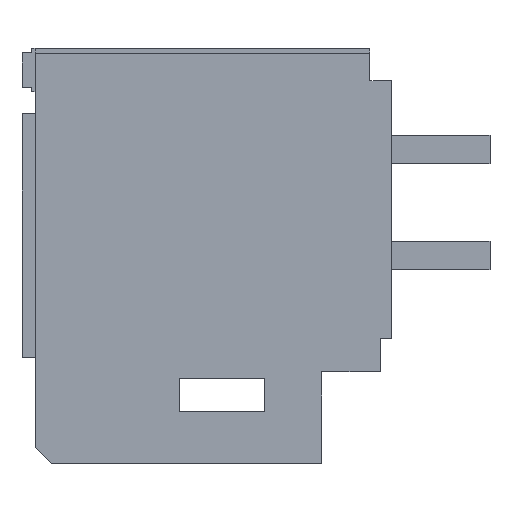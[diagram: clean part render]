
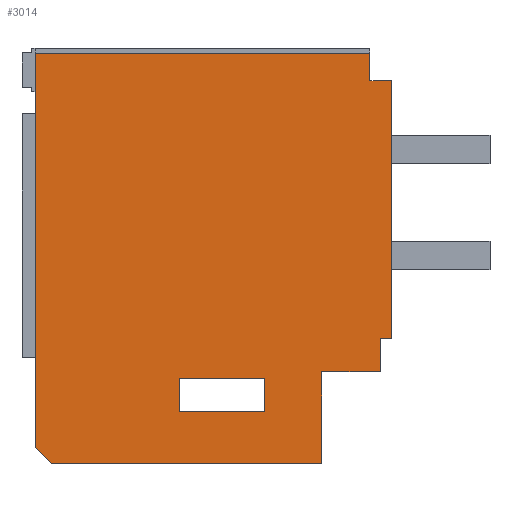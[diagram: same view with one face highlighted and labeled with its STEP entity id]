
A CAD part, front view. The second image highlights one B-rep face of the part: STEP entity #3014.
In plain terms, the highlighted planar face has unit normal (0, -1, 0).
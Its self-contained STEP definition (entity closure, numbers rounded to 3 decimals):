
#1=DIRECTION('',(0.,0.,-1.));
#2=VECTOR('',#1,273.);
#3=CARTESIAN_POINT('',(225.5,0.,78.575));
#4=LINE('',#3,#2);
#5=DIRECTION('',(-0.707,0.,0.707));
#6=VECTOR('',#5,24.042);
#7=CARTESIAN_POINT('',(-134.5,0.,-326.425));
#8=LINE('',#7,#6);
#9=DIRECTION('',(1.,0.,0.));
#10=VECTOR('',#9,354.);
#11=CARTESIAN_POINT('',(-151.5,0.,107.575));
#12=LINE('',#11,#10);
#13=DIRECTION('',(0.,0.,-1.));
#14=VECTOR('',#13,35.);
#15=CARTESIAN_POINT('',(1.5,0.,-236.425));
#16=LINE('',#15,#14);
#17=DIRECTION('',(1.,0.,0.));
#18=VECTOR('',#17,90.);
#19=CARTESIAN_POINT('',(1.5,0.,-271.425));
#20=LINE('',#19,#18);
#21=DIRECTION('',(0.,0.,1.));
#22=VECTOR('',#21,35.);
#23=CARTESIAN_POINT('',(91.5,0.,-271.425));
#24=LINE('',#23,#22);
#25=DIRECTION('',(-1.,0.,0.));
#26=VECTOR('',#25,90.);
#27=CARTESIAN_POINT('',(91.5,0.,-236.425));
#28=LINE('',#27,#26);
#129=DIRECTION('',(-1.,0.,0.));
#130=VECTOR('',#129,23.);
#131=CARTESIAN_POINT('',(225.5,0.,78.575));
#132=LINE('',#131,#130);
#137=DIRECTION('',(0.,0.,1.));
#138=VECTOR('',#137,29.);
#139=CARTESIAN_POINT('',(202.5,0.,78.575));
#140=LINE('',#139,#138);
#173=DIRECTION('',(0.,0.,-1.));
#174=VECTOR('',#173,417.);
#175=CARTESIAN_POINT('',(-151.5,0.,107.575));
#176=LINE('',#175,#174);
#433=DIRECTION('',(1.,0.,0.));
#434=VECTOR('',#433,286.);
#435=CARTESIAN_POINT('',(-134.5,0.,-326.425));
#436=LINE('',#435,#434);
#481=DIRECTION('',(0.,0.,1.));
#482=VECTOR('',#481,97.);
#483=CARTESIAN_POINT('',(151.5,0.,-326.425));
#484=LINE('',#483,#482);
#485=DIRECTION('',(1.,0.,0.));
#486=VECTOR('',#485,62.);
#487=CARTESIAN_POINT('',(151.5,0.,-229.425));
#488=LINE('',#487,#486);
#493=DIRECTION('',(0.,0.,1.));
#494=VECTOR('',#493,35.);
#495=CARTESIAN_POINT('',(213.5,0.,-229.425));
#496=LINE('',#495,#494);
#501=DIRECTION('',(1.,0.,0.));
#502=VECTOR('',#501,12.);
#503=CARTESIAN_POINT('',(213.5,0.,-194.425));
#504=LINE('',#503,#502);
#2269=CARTESIAN_POINT('',(225.5,0.,78.575));
#2270=CARTESIAN_POINT('',(225.5,0.,-194.425));
#2271=VERTEX_POINT('',#2269);
#2272=VERTEX_POINT('',#2270);
#2273=CARTESIAN_POINT('',(213.5,0.,-194.425));
#2274=VERTEX_POINT('',#2273);
#2275=CARTESIAN_POINT('',(213.5,0.,-229.425));
#2276=VERTEX_POINT('',#2275);
#2277=CARTESIAN_POINT('',(151.5,0.,-229.425));
#2278=VERTEX_POINT('',#2277);
#2279=CARTESIAN_POINT('',(151.5,0.,-326.425));
#2280=VERTEX_POINT('',#2279);
#2281=CARTESIAN_POINT('',(-134.5,0.,-326.425));
#2282=VERTEX_POINT('',#2281);
#2283=CARTESIAN_POINT('',(-151.5,0.,-309.425));
#2284=VERTEX_POINT('',#2283);
#2285=CARTESIAN_POINT('',(-151.5,0.,107.575));
#2286=VERTEX_POINT('',#2285);
#2287=CARTESIAN_POINT('',(202.5,0.,107.575));
#2288=VERTEX_POINT('',#2287);
#2289=CARTESIAN_POINT('',(202.5,0.,78.575));
#2290=VERTEX_POINT('',#2289);
#2291=CARTESIAN_POINT('',(1.5,0.,-236.425));
#2292=CARTESIAN_POINT('',(1.5,0.,-271.425));
#2293=VERTEX_POINT('',#2291);
#2294=VERTEX_POINT('',#2292);
#2295=CARTESIAN_POINT('',(91.5,0.,-271.425));
#2296=VERTEX_POINT('',#2295);
#2297=CARTESIAN_POINT('',(91.5,0.,-236.425));
#2298=VERTEX_POINT('',#2297);
#2975=CARTESIAN_POINT('',(0.,0.,0.));
#2976=DIRECTION('',(0.,1.,0.));
#2977=DIRECTION('',(1.,0.,0.));
#2978=AXIS2_PLACEMENT_3D('',#2975,#2976,#2977);
#2979=PLANE('',#2978);
#2981=ORIENTED_EDGE('',*,*,#2980,.T.);
#2983=ORIENTED_EDGE('',*,*,#2982,.F.);
#2985=ORIENTED_EDGE('',*,*,#2984,.F.);
#2987=ORIENTED_EDGE('',*,*,#2986,.F.);
#2989=ORIENTED_EDGE('',*,*,#2988,.F.);
#2991=ORIENTED_EDGE('',*,*,#2990,.F.);
#2993=ORIENTED_EDGE('',*,*,#2992,.T.);
#2995=ORIENTED_EDGE('',*,*,#2994,.F.);
#2997=ORIENTED_EDGE('',*,*,#2996,.T.);
#2999=ORIENTED_EDGE('',*,*,#2998,.F.);
#3001=ORIENTED_EDGE('',*,*,#3000,.F.);
#3002=EDGE_LOOP('',(#2981,#2983,#2985,#2987,#2989,#2991,#2993,#2995,#2997,#2999,
#3001));
#3003=FACE_OUTER_BOUND('',#3002,.F.);
#3005=ORIENTED_EDGE('',*,*,#3004,.T.);
#3007=ORIENTED_EDGE('',*,*,#3006,.T.);
#3009=ORIENTED_EDGE('',*,*,#3008,.T.);
#3011=ORIENTED_EDGE('',*,*,#3010,.T.);
#3012=EDGE_LOOP('',(#3005,#3007,#3009,#3011));
#3013=FACE_BOUND('',#3012,.F.);
#3014=ADVANCED_FACE('',(#3003,#3013),#2979,.F.);
#2980=EDGE_CURVE('',#2271,#2272,#4,.T.);
#2982=EDGE_CURVE('',#2274,#2272,#504,.T.);
#2984=EDGE_CURVE('',#2276,#2274,#496,.T.);
#2986=EDGE_CURVE('',#2278,#2276,#488,.T.);
#2988=EDGE_CURVE('',#2280,#2278,#484,.T.);
#2990=EDGE_CURVE('',#2282,#2280,#436,.T.);
#2992=EDGE_CURVE('',#2282,#2284,#8,.T.);
#2994=EDGE_CURVE('',#2286,#2284,#176,.T.);
#2996=EDGE_CURVE('',#2286,#2288,#12,.T.);
#2998=EDGE_CURVE('',#2290,#2288,#140,.T.);
#3000=EDGE_CURVE('',#2271,#2290,#132,.T.);
#3004=EDGE_CURVE('',#2293,#2294,#16,.T.);
#3006=EDGE_CURVE('',#2294,#2296,#20,.T.);
#3008=EDGE_CURVE('',#2296,#2298,#24,.T.);
#3010=EDGE_CURVE('',#2298,#2293,#28,.T.);
